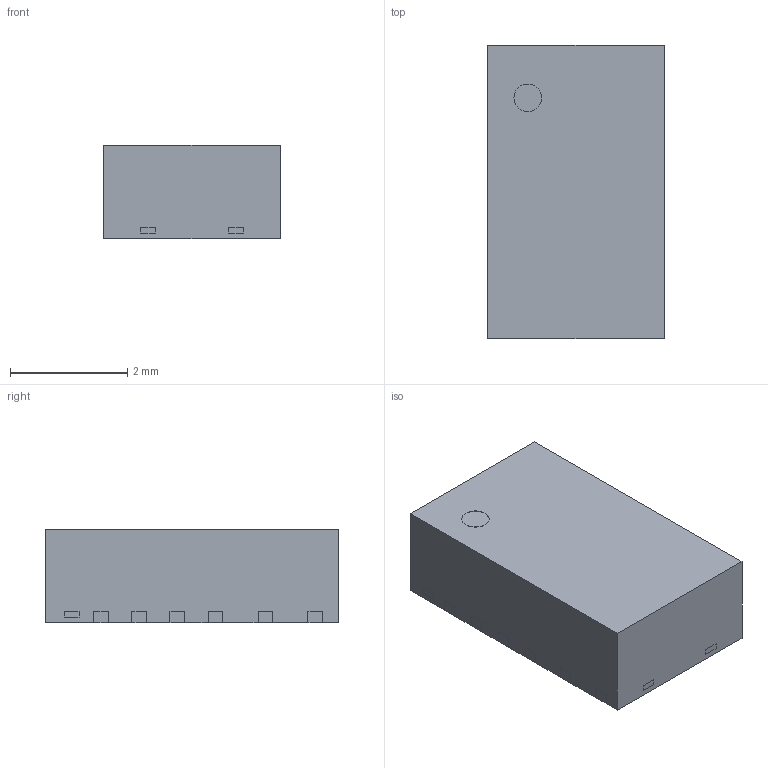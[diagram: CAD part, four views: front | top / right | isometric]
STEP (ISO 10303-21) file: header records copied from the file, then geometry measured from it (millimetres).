
FILE_DESCRIPTION (( 'STEP AP214' ), '1' );
FILE_NAME ('MPM3610GQV.STEP', '2022-11-07T07:04:43', ( '' ), ( '' ), 'SwSTEP 2.0', 'SolidWorks 2017', '' );
FILE_SCHEMA (( 'AUTOMOTIVE_DESIGN' ));
Length unit declared in the file: millimetre
Products named in the file (1): MPM3610GQV
Bounding box: 3 x 5 x 1.6 mm (x, y, z)
Volume: 24 mm3; surface area: 96.3 mm2
Topology: 11 solids, 11 shells, 617 faces, 1796 edges, 1192 vertices
Faces by surface type: plane 481, cylinder 136
Entity records: 20492 total; most frequent: CARTESIAN_POINT 3606, ORIENTED_EDGE 3592, DIRECTION 3328, EDGE_CURVE 1796, LINE 1500, VECTOR 1500, VERTEX_POINT 1192, AXIS2_PLACEMENT_3D 914
